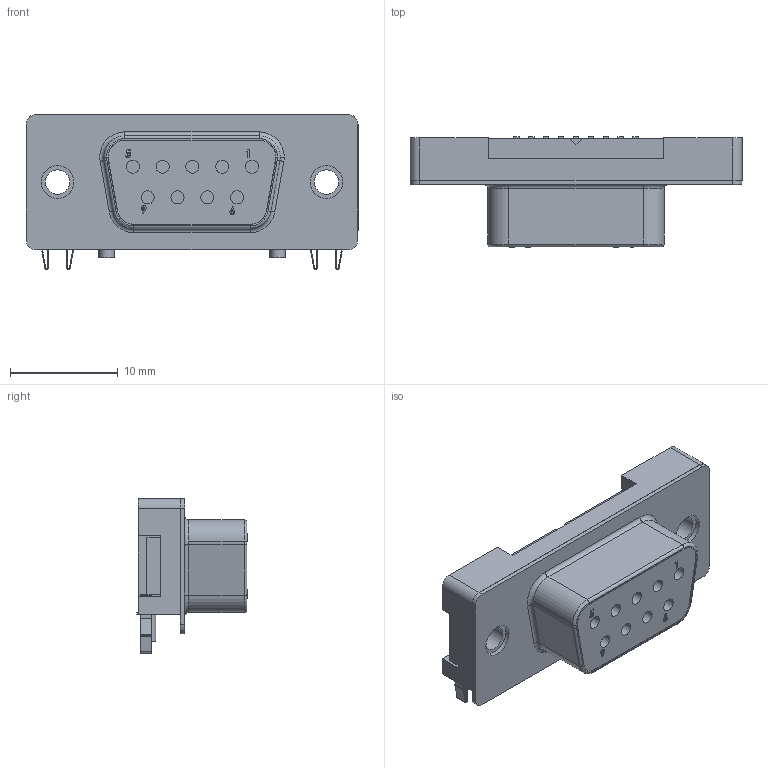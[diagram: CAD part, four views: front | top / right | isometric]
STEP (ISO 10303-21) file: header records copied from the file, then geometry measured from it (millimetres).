
FILE_DESCRIPTION(('FreeCAD Model'),'2;1');
FILE_NAME('Open CASCADE Shape Model','2023-04-21T15:44:46',( 'kicad StepUp'),('ksu MCAD'),'Open CASCADE STEP processor 7.6', 'FreeCAD','Unknown');
FILE_SCHEMA(('AUTOMOTIVE_DESIGN { 1 0 10303 214 1 1 1 1 }'));
Length unit declared in the file: millimetre
Products named in the file (1): 190-009-263
Bounding box: 30.86 x 10.31 x 14.4 mm (x, y, z)
Volume: 1956.3 mm3; surface area: 2365.4 mm2
Topology: 1 solids, 1 shells, 321 faces, 864 edges, 559 vertices
Faces by surface type: plane 200, cylinder 87, bspline 24, torus 10
Entity records: 13440 total; most frequent: CARTESIAN_POINT 3097, ORIENTED_EDGE 1728, DIRECTION 1599, EDGE_CURVE 864, LINE 629, VECTOR 629, VERTEX_POINT 559, AXIS2_PLACEMENT_3D 485
